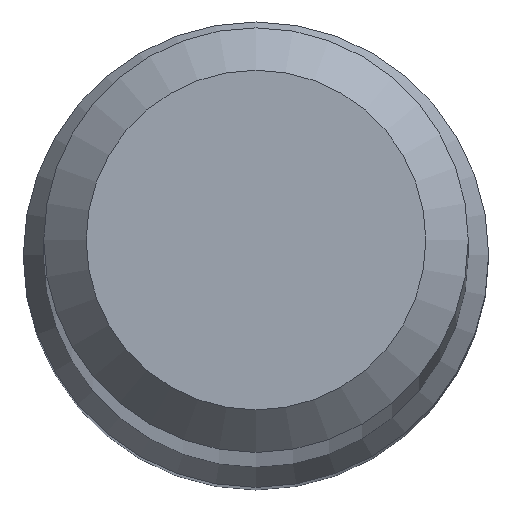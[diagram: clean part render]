
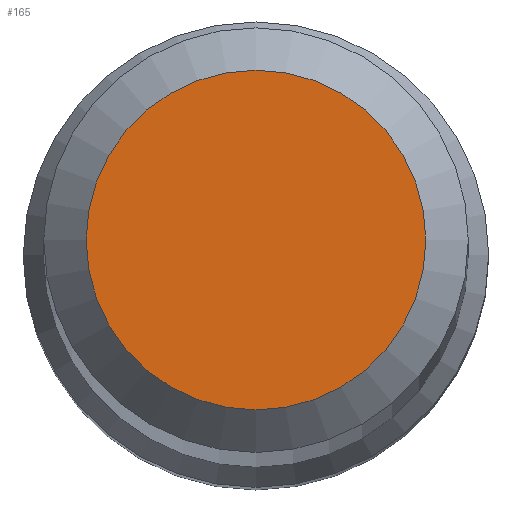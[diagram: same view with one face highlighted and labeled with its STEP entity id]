
A CAD part, top view. The second image highlights one B-rep face of the part: STEP entity #165.
In plain terms, the highlighted planar face has unit normal (0, 0, 1).
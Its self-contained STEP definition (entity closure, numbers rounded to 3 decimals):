
#1 = CARTESIAN_POINT ( 'NONE',  ( 0., 1.2, 70. ) ) ;
#31 = VERTEX_POINT ( 'NONE', #1 ) ;
#44 = DIRECTION ( 'NONE',  ( 0., -1., 0. ) ) ;
#47 = CARTESIAN_POINT ( 'NONE',  ( 0., 0., 70. ) ) ;
#64 = CARTESIAN_POINT ( 'NONE',  ( 0., 0., 70. ) ) ;
#74 = AXIS2_PLACEMENT_3D ( 'NONE', #47, #192, #139 ) ;
#114 = EDGE_LOOP ( 'NONE', ( #206 ) ) ;
#127 = CIRCLE ( 'NONE', #74, 1.2 ) ;
#139 = DIRECTION ( 'NONE',  ( 0., 1., 0. ) ) ;
#165 = ADVANCED_FACE ( 'NONE', ( #232 ), #194, .T. ) ;
#182 = EDGE_CURVE ( 'NONE', #31, #31, #127, .T. ) ;
#192 = DIRECTION ( 'NONE',  ( 0., 0., -1. ) ) ;
#194 = PLANE ( 'NONE',  #217 ) ;
#206 = ORIENTED_EDGE ( 'NONE', *, *, #182, .F. ) ;
#211 = DIRECTION ( 'NONE',  ( 0., 0., 1. ) ) ;
#217 = AXIS2_PLACEMENT_3D ( 'NONE', #64, #211, #44 ) ;
#232 = FACE_OUTER_BOUND ( 'NONE', #114, .T. ) ;
